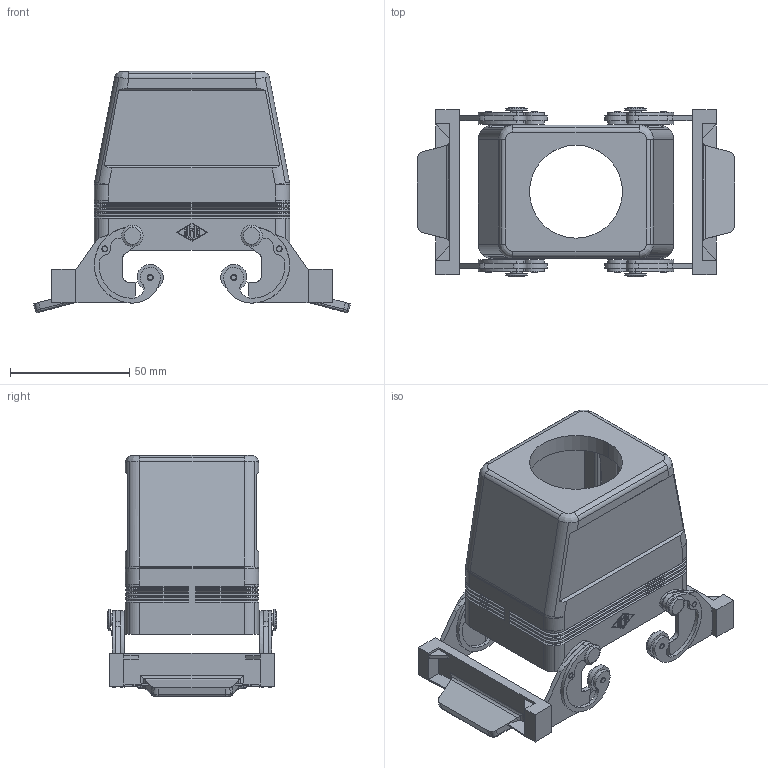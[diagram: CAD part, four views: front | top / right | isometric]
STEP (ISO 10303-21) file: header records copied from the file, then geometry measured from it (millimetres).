
FILE_DESCRIPTION((''),'2;1');
FILE_NAME('MFV 50 X32.stp','2006-12-14T01:21:52',('gembarski'),(''),'Autodesk Inventor 7','Autodesk Inventor 7','');
FILE_SCHEMA(('AUTOMOTIVE_DESIGN { 1 0 10303 214 1 1 1 1 }'));
Length unit declared in the file: millimetre
Products named in the file (1): MFV 50 X32
Bounding box: 133.07 x 71 x 101.22 mm (x, y, z)
Volume: 100653.5 mm3; surface area: 63358.6 mm2
Topology: 1 solids, 5 shells, 875 faces, 2219 edges, 1402 vertices
Faces by surface type: bspline 276, plane 261, cylinder 250, cone 68, torus 16, sphere 4
Entity records: 29892 total; most frequent: CARTESIAN_POINT 8869, ORIENTED_EDGE 4438, DIRECTION 4395, EDGE_CURVE 2219, AXIS2_PLACEMENT_3D 1592, VERTEX_POINT 1402, VECTOR 1211, LINE 1211
